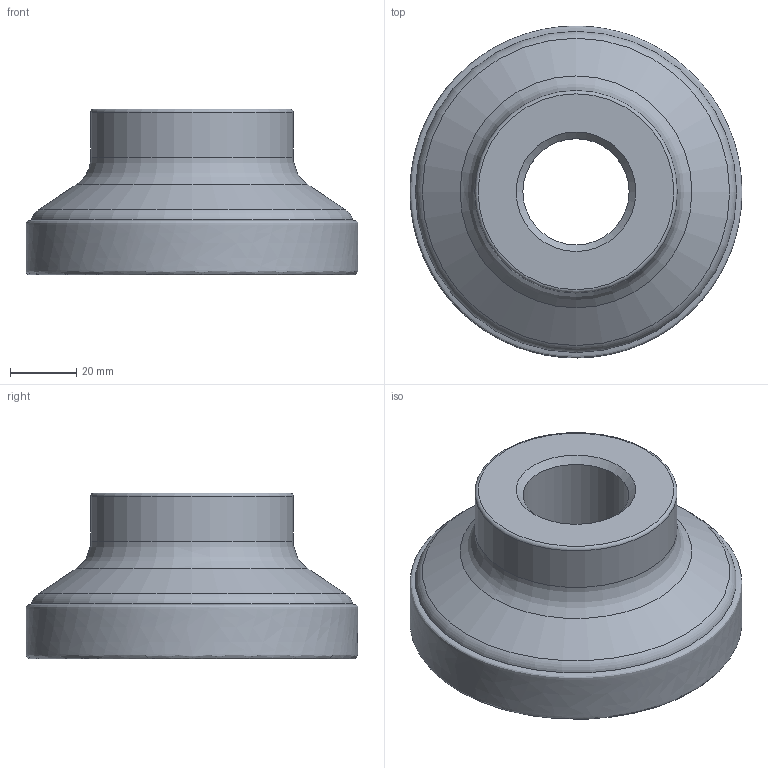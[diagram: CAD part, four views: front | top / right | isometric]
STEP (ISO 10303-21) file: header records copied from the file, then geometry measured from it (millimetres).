
FILE_DESCRIPTION(/* description */ (''),/* implementation_level */ '2;1');
FILE_NAME(/* name */ 'toolassembly_1.stp',/* time_stamp */ '2019-11-12T10:45:37+01:00',/* author */ (''),/* organization */ ('SMS'),/* preprocessor_version */ 'ST-DEVELOPER v16.7',/* originating_system */ 'SIEMENS PLM Software NX 12.0',/* authorisation */ '');
FILE_SCHEMA (('AUTOMOTIVE_DESIGN { 1 0 10303 214 3 1 1 1 }'));
Length unit declared in the file: millimetre
Products named in the file (4): CUT_20191112104504; ASSEMBLY_CONSTRUCTION; NOCUT_20191112104441; TOOLASSEMBLY_1
Assembly tree (3 placements, depth 2):
  TOOLASSEMBLY_1
    NOCUT_20191112104441
    ASSEMBLY_CONSTRUCTION
    CUT_20191112104504
Bounding box: 100.02 x 100.02 x 50 mm (x, y, z)
Volume: 222295.3 mm3; surface area: 42875.1 mm2
Topology: 2 solids, 2 shells, 34 faces, 74 edges, 56 vertices
Faces by surface type: torus 13, cone 12, cylinder 4, plane 4, bspline 1
Full cylindrical faces by diameter (mm): 32.013 x1, 45 x1, 52.5 x1, 61 x1
Entity records: 9632 total; most frequent: CARTESIAN_POINT 8813, DIRECTION 164, AXIS2_PLACEMENT_3D 82, FACE_BOUND 67, EDGE_LOOP 66, ORIENTED_EDGE 66, ADVANCED_FACE 34, VERTEX_POINT 34
